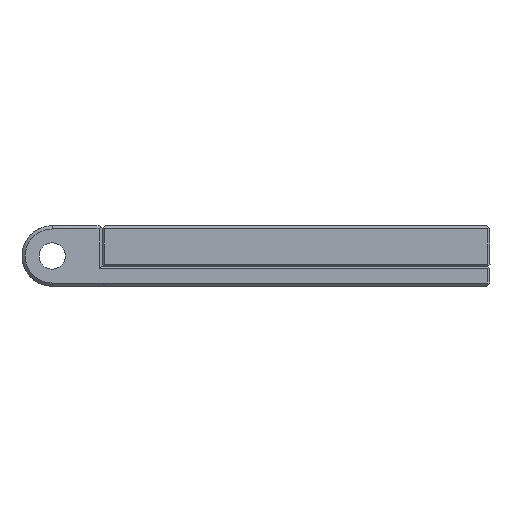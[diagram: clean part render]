
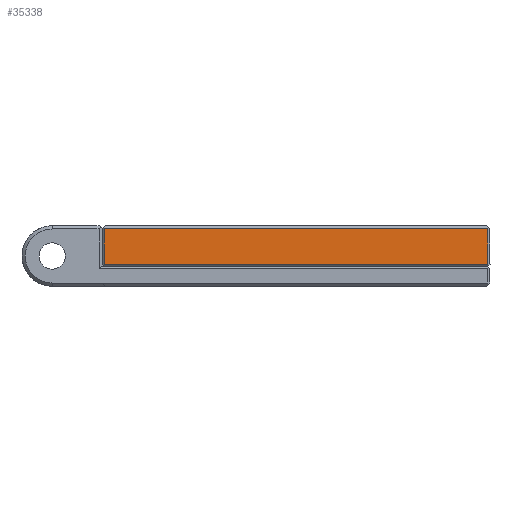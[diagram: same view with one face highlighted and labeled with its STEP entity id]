
A CAD part, left-side view. The second image highlights one B-rep face of the part: STEP entity #35338.
In plain terms, the highlighted planar face has unit normal (-1, 0, 0).
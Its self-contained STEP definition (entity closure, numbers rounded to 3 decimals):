
#3224=FACE_OUTER_BOUND('',#5447,.T.);
#5447=EDGE_LOOP('',(#31221,#31222,#31223,#31224));
#9208=LINE('',#58792,#13306);
#9489=LINE('',#60618,#13587);
#9553=LINE('',#60792,#13651);
#9554=LINE('',#60793,#13652);
#13306=VECTOR('',#44859,10.);
#13587=VECTOR('',#45700,10.);
#13651=VECTOR('',#45870,10.);
#13652=VECTOR('',#45871,10.);
#17046=VERTEX_POINT('',#58790);
#17047=VERTEX_POINT('',#58791);
#17163=VERTEX_POINT('',#60614);
#17164=VERTEX_POINT('',#60616);
#21638=EDGE_CURVE('',#17046,#17047,#9208,.T.);
#21956=EDGE_CURVE('',#17163,#17164,#9489,.T.);
#22023=EDGE_CURVE('',#17163,#17047,#9553,.T.);
#22024=EDGE_CURVE('',#17046,#17164,#9554,.T.);
#31221=ORIENTED_EDGE('',*,*,#22023,.F.);
#31222=ORIENTED_EDGE('',*,*,#21956,.T.);
#31223=ORIENTED_EDGE('',*,*,#22024,.F.);
#31224=ORIENTED_EDGE('',*,*,#21638,.T.);
#33605=PLANE('',#37660);
#35338=ADVANCED_FACE('',(#3224),#33605,.F.);
#37660=AXIS2_PLACEMENT_3D('',#60791,#45868,#45869);
#44859=DIRECTION('',(0.,0.,-1.));
#45700=DIRECTION('',(0.,0.,1.));
#45868=DIRECTION('center_axis',(1.,0.,0.));
#45869=DIRECTION('ref_axis',(0.,0.,-1.));
#45870=DIRECTION('',(0.,1.,0.));
#45871=DIRECTION('',(0.,-1.,0.));
#58790=CARTESIAN_POINT('',(10.,136.,4.2));
#58791=CARTESIAN_POINT('',(10.,136.,-4.5));
#58792=CARTESIAN_POINT('',(10.,136.,-0.15));
#60614=CARTESIAN_POINT('',(10.,41.,-4.5));
#60616=CARTESIAN_POINT('',(10.,41.,4.2));
#60618=CARTESIAN_POINT('',(10.,41.,-0.15));
#60791=CARTESIAN_POINT('Origin',(10.,98.,-0.15));
#60792=CARTESIAN_POINT('',(10.,98.,-4.5));
#60793=CARTESIAN_POINT('',(10.,98.,4.2));
